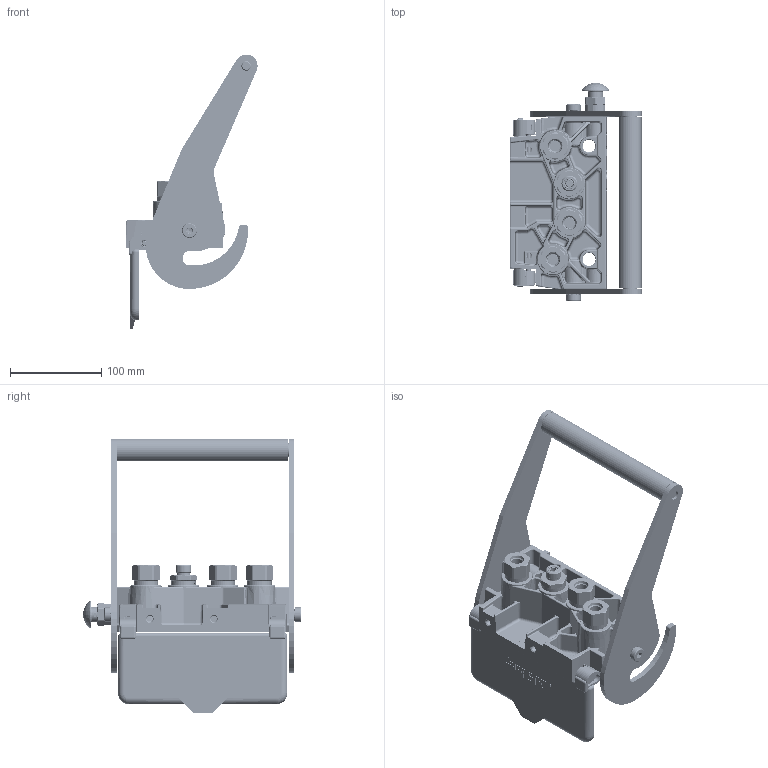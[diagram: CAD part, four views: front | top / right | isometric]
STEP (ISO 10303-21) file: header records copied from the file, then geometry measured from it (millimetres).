
FILE_DESCRIPTION (( 'STEP AP214' ), '1' );
FILE_NAME ('FASTER.step', '2026-02-04T18:25:57', ( '' ), ( '' ), 'SwSTEP 2.0', 'SolidWorks 2017', '' );
FILE_SCHEMA (( 'AUTOMOTIVE_DESIGN' ));
Length unit declared in the file: millimetre
Products named in the file (34): CURS_MOLLA_38; 4830_024_0002_020; et011; et007; 0048_042_0412_000; 4830_025_1000_000; 4830_022_0000_011; or1_5x7_m; sicura_p5; 4132_072_0000_300; 2ffnb3811_38sf; 4832_020_0003_001; 4830_027_0000_001; 4830_025_2000_000; 4132_014_0000_000; 0048_317_1000_000; 4830_001_0001_004; 4830_001_0005_300; 4830_013_3000_020; 2ffnb38-38saef; 4830_001_0004_000; FASTER; A_2ffnb38-38saef; 4830_070_0000_001; 4830_025_0000_001; 4830_024_0002_010; 4830_001_0005_301; 4830_024_0002_000_ASM; A_2ffnb3811_38sf; 4830_024_0002_000; PS06_F_BASE; ET011-ET007
Assembly tree (39 placements, depth 4):
  FASTER
    PS06_F_BASE
      4832_020_0003_001
      4830_013_3000_020  x2
      4830_001_0001_004
      0048_317_1000_000  x2
      4830_001_0004_000  x2
      4830_001_0005_300
      4830_001_0005_301
    A_2ffnb38-38saef  x3
      CURS_MOLLA_38
        4132_072_0000_300
        4132_014_0000_000
      2ffnb38-38saef
        2ffnb38-38saef
    A_2ffnb3811_38sf
      CURS_MOLLA_38
        4132_072_0000_300
        4132_014_0000_000
      2ffnb3811_38sf
        2ffnb3811_38sf
    4830_024_0002_000
      4830_024_0002_000_ASM
        4830_024_0002_010
        4830_027_0000_001
        4830_024_0002_020
      sicura_p5
        4830_025_0000_001
        or1_5x7_m
        0048_042_0412_000
      4830_025_2000_000
      4830_025_1000_000
      4830_022_0000_011
      4830_070_0000_001
    ET011-ET007
      et011
      et007
Bounding box: 143.5 x 238.48 x 300.7 mm (x, y, z)
Volume: 266350.3 mm3; surface area: 327591.3 mm2
Topology: 26 solids, 82 shells, 6060 faces, 16122 edges, 10353 vertices
Faces by surface type: plane 3933, cylinder 948, bspline 489, cone 366, torus 229, sphere 95
Entity records: 223870 total; most frequent: CARTESIAN_POINT 85686, ORIENTED_EDGE 28676, DIRECTION 25023, EDGE_CURVE 14519, VECTOR 10985, LINE 10985, VERTEX_POINT 9356, AXIS2_PLACEMENT_3D 7019
